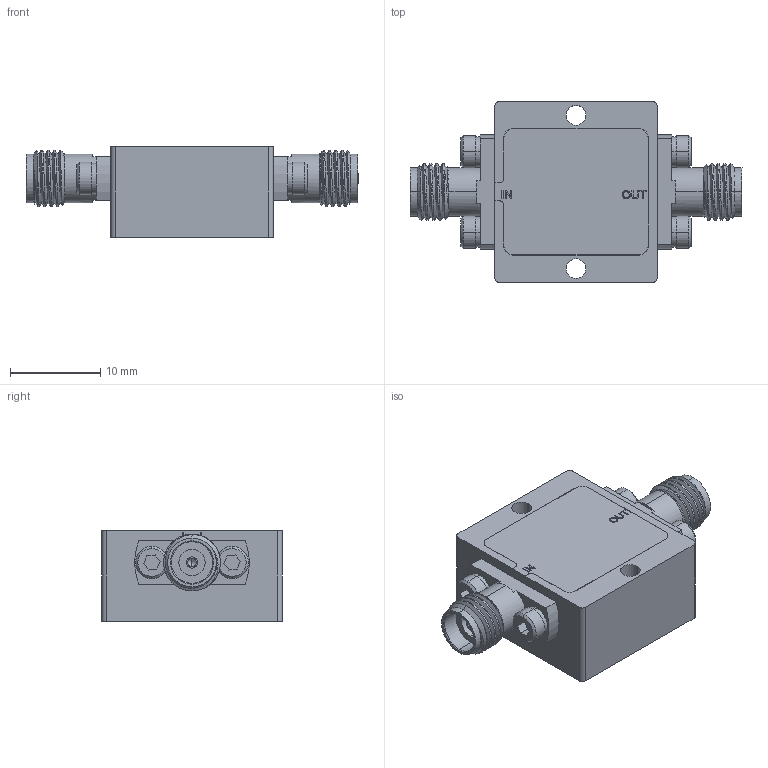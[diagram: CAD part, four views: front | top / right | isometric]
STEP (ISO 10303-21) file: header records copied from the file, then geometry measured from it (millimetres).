
FILE_DESCRIPTION (( 'STEP AP214' ), '1' );
FILE_NAME ('FMLM2018_3D.step', '2025-04-09T15:13:28', ( '' ), ( '' ), 'SwSTEP 2.0', 'SolidWorks 2022', '' );
FILE_SCHEMA (( 'AUTOMOTIVE_DESIGN' ));
Length unit declared in the file: millimetre
Products named in the file (1): FMLM2018_3D
Bounding box: 36.8 x 20 x 10 mm (x, y, z)
Volume: 3460.3 mm3; surface area: 3509 mm2
Topology: 11 solids, 11 shells, 428 faces, 1060 edges, 678 vertices
Faces by surface type: plane 184, cylinder 170, cone 50, bspline 16, torus 8
Entity records: 14942 total; most frequent: CARTESIAN_POINT 4625, DIRECTION 2156, ORIENTED_EDGE 2096, EDGE_CURVE 1048, AXIS2_PLACEMENT_3D 789, VERTEX_POINT 678, LINE 578, VECTOR 578
